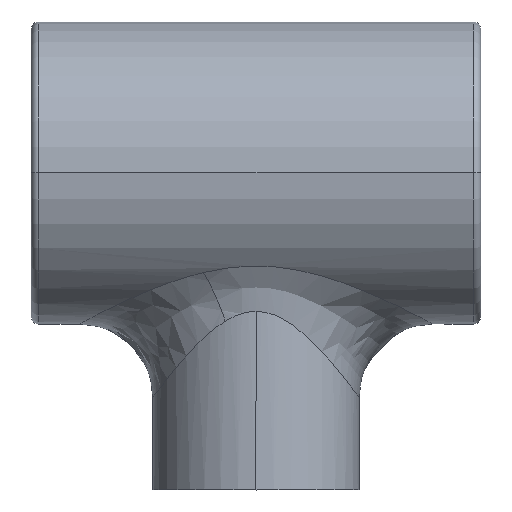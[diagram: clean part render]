
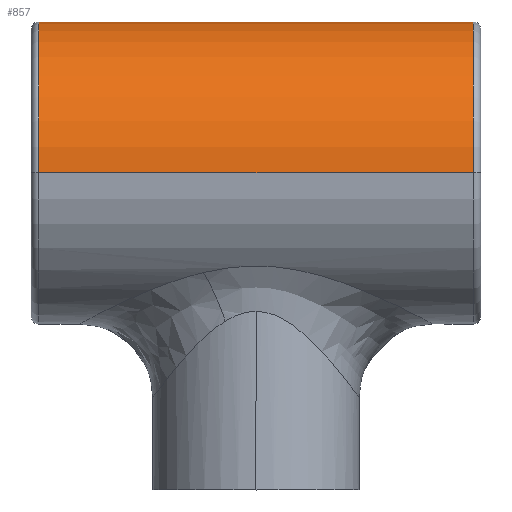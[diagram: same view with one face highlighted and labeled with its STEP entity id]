
A CAD part, top view. The second image highlights one B-rep face of the part: STEP entity #857.
In plain terms, the highlighted cylindrical face has radius 10.25 mm (diameter 20.5 mm), a partial arc.
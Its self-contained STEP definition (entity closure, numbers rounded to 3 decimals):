
#40 = DIRECTION ( 'NONE',  ( 0., 0., 1. ) ) ;
#85 = DIRECTION ( 'NONE',  ( 1., 0., 0. ) ) ;
#107 = CARTESIAN_POINT ( 'NONE',  ( -14.75, 0., 0. ) ) ;
#216 = DIRECTION ( 'NONE',  ( 1., 0., 0. ) ) ;
#221 = CARTESIAN_POINT ( 'NONE',  ( 0., 0., 10.25 ) ) ;
#237 = CARTESIAN_POINT ( 'NONE',  ( 0., 0., -10.25 ) ) ;
#250 = DIRECTION ( 'NONE',  ( 1., 0., 0. ) ) ;
#289 = LINE ( 'NONE', #237, #1120 ) ;
#362 = LINE ( 'NONE', #221, #1139 ) ;
#441 = CARTESIAN_POINT ( 'NONE',  ( 14.75, 0., 0. ) ) ;
#442 = DIRECTION ( 'NONE',  ( -1., 0., 0. ) ) ;
#443 = DIRECTION ( 'NONE',  ( 0., 0., -1. ) ) ;
#461 = CARTESIAN_POINT ( 'NONE',  ( 14.75, 0., -10.25 ) ) ;
#488 = CARTESIAN_POINT ( 'NONE',  ( -14.75, 0., 10.25 ) ) ;
#504 = CARTESIAN_POINT ( 'NONE',  ( 14.75, 0., 10.25 ) ) ;
#516 = CARTESIAN_POINT ( 'NONE',  ( -14.75, 0., -10.25 ) ) ;
#667 = DIRECTION ( 'NONE',  ( 0., 0., -1. ) ) ;
#669 = CYLINDRICAL_SURFACE ( 'NONE', #1172, 10.25 ) ;
#751 = DIRECTION ( 'NONE',  ( 1., 0., 0. ) ) ;
#783 = CARTESIAN_POINT ( 'NONE',  ( 0., 0., 0. ) ) ;
#804 = FACE_OUTER_BOUND ( 'NONE', #1730, .T. ) ;
#857 = ADVANCED_FACE ( 'NONE', ( #804 ), #669, .T. ) ;
#904 = EDGE_CURVE ( 'NONE', #1587, #1470, #289, .T. ) ;
#935 = EDGE_CURVE ( 'NONE', #1545, #1569, #362, .T. ) ;
#943 = EDGE_CURVE ( 'NONE', #1587, #1545, #999, .T. ) ;
#955 = EDGE_CURVE ( 'NONE', #1569, #1470, #1070, .T. ) ;
#999 = CIRCLE ( 'NONE', #1103, 10.25 ) ;
#1017 = AXIS2_PLACEMENT_3D ( 'NONE', #441, #442, #443 ) ;
#1070 = CIRCLE ( 'NONE', #1017, 10.25 ) ;
#1103 = AXIS2_PLACEMENT_3D ( 'NONE', #107, #85, #40 ) ;
#1120 = VECTOR ( 'NONE', #216, 1000. ) ;
#1139 = VECTOR ( 'NONE', #250, 1000. ) ;
#1172 = AXIS2_PLACEMENT_3D ( 'NONE', #783, #751, #667 ) ;
#1470 = VERTEX_POINT ( 'NONE', #461 ) ;
#1475 = ORIENTED_EDGE ( 'NONE', *, *, #904, .F. ) ;
#1478 = ORIENTED_EDGE ( 'NONE', *, *, #955, .T. ) ;
#1507 = ORIENTED_EDGE ( 'NONE', *, *, #943, .T. ) ;
#1513 = ORIENTED_EDGE ( 'NONE', *, *, #935, .T. ) ;
#1545 = VERTEX_POINT ( 'NONE', #488 ) ;
#1569 = VERTEX_POINT ( 'NONE', #504 ) ;
#1587 = VERTEX_POINT ( 'NONE', #516 ) ;
#1730 = EDGE_LOOP ( 'NONE', ( #1507, #1513, #1478, #1475 ) ) ;
